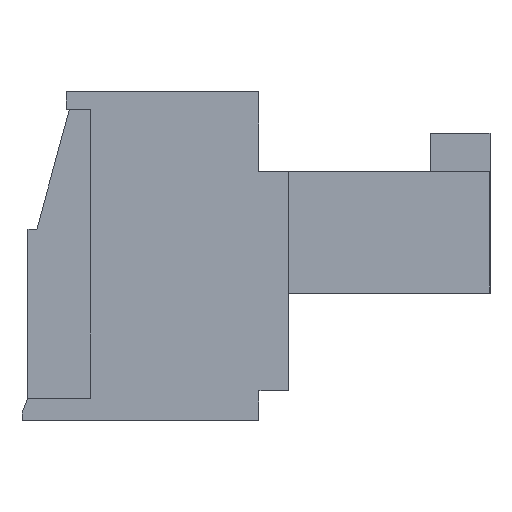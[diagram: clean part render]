
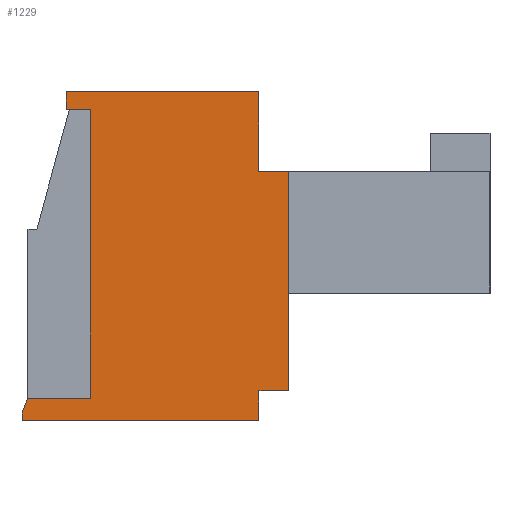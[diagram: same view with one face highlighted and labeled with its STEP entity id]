
A CAD part, left-side view. The second image highlights one B-rep face of the part: STEP entity #1229.
In plain terms, the highlighted planar face has unit normal (-1, 0, 0).
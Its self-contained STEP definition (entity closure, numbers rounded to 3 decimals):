
#1229 = ADVANCED_FACE( '', ( #2549 ), #2550, .T. );
#2549 = FACE_OUTER_BOUND( '', #3996, .T. );
#2550 = PLANE( '', #3997 );
#3996 = EDGE_LOOP( '', ( #7125, #7126, #7127, #7128, #7129, #7130, #7131, #7132, #7133, #7134, #7135, #7136, #7137 ) );
#3997 = AXIS2_PLACEMENT_3D( '', #7138, #7139, #7140 );
#7125 = ORIENTED_EDGE( '', *, *, #9892, .T. );
#7126 = ORIENTED_EDGE( '', *, *, #9893, .T. );
#7127 = ORIENTED_EDGE( '', *, *, #9894, .T. );
#7128 = ORIENTED_EDGE( '', *, *, #9631, .T. );
#7129 = ORIENTED_EDGE( '', *, *, #8962, .T. );
#7130 = ORIENTED_EDGE( '', *, *, #9889, .F. );
#7131 = ORIENTED_EDGE( '', *, *, #9424, .T. );
#7132 = ORIENTED_EDGE( '', *, *, #9895, .T. );
#7133 = ORIENTED_EDGE( '', *, *, #8958, .T. );
#7134 = ORIENTED_EDGE( '', *, *, #9787, .T. );
#7135 = ORIENTED_EDGE( '', *, *, #9451, .T. );
#7136 = ORIENTED_EDGE( '', *, *, #9159, .T. );
#7137 = ORIENTED_EDGE( '', *, *, #9770, .T. );
#7138 = CARTESIAN_POINT( '', ( -8.75, 0., 0. ) );
#7139 = DIRECTION( '', ( -1., 0., 0. ) );
#7140 = DIRECTION( '', ( 0., 0., 1. ) );
#8958 = EDGE_CURVE( '', #10821, #10819, #10822, .T. );
#8962 = EDGE_CURVE( '', #10829, #10827, #10830, .T. );
#9159 = EDGE_CURVE( '', #11152, #11153, #11154, .T. );
#9424 = EDGE_CURVE( '', #11573, #11571, #11574, .T. );
#9451 = EDGE_CURVE( '', #11614, #11152, #11615, .T. );
#9631 = EDGE_CURVE( '', #11882, #10829, #11883, .T. );
#9770 = EDGE_CURVE( '', #11153, #12067, #12069, .T. );
#9787 = EDGE_CURVE( '', #10819, #11614, #12088, .T. );
#9889 = EDGE_CURVE( '', #11573, #10827, #12228, .T. );
#9892 = EDGE_CURVE( '', #12067, #12231, #12232, .T. );
#9893 = EDGE_CURVE( '', #12231, #12233, #12234, .F. );
#9894 = EDGE_CURVE( '', #12233, #11882, #12235, .T. );
#9895 = EDGE_CURVE( '', #11571, #10821, #12236, .T. );
#10819 = VERTEX_POINT( '', #13451 );
#10821 = VERTEX_POINT( '', #13454 );
#10822 = LINE( '', #13455, #13456 );
#10827 = VERTEX_POINT( '', #13463 );
#10829 = VERTEX_POINT( '', #13466 );
#10830 = LINE( '', #13467, #13468 );
#11152 = VERTEX_POINT( '', #13933 );
#11153 = VERTEX_POINT( '', #13934 );
#11154 = LINE( '', #13935, #13936 );
#11571 = VERTEX_POINT( '', #14551 );
#11573 = VERTEX_POINT( '', #14554 );
#11574 = LINE( '', #14555, #14556 );
#11614 = VERTEX_POINT( '', #14611 );
#11615 = LINE( '', #14612, #14613 );
#11882 = VERTEX_POINT( '', #15003 );
#11883 = LINE( '', #15004, #15005 );
#12067 = VERTEX_POINT( '', #15277 );
#12069 = LINE( '', #15280, #15281 );
#12088 = LINE( '', #15307, #15308 );
#12228 = LINE( '', #15514, #15515 );
#12231 = VERTEX_POINT( '', #15518 );
#12232 = LINE( '', #15519, #15520 );
#12233 = VERTEX_POINT( '', #15521 );
#12234 = LINE( '', #15522, #15523 );
#12235 = LINE( '', #15524, #15525 );
#12236 = LINE( '', #15526, #15527 );
#13451 = CARTESIAN_POINT( '', ( -8.75, -4., 5.475 ) );
#13454 = CARTESIAN_POINT( '', ( -8.75, -4., 2.775 ) );
#13455 = CARTESIAN_POINT( '', ( -8.75, -4., -5.625 ) );
#13456 = VECTOR( '', #16374, 1000. );
#13463 = CARTESIAN_POINT( '', ( -8.75, -4., -4.625 ) );
#13466 = CARTESIAN_POINT( '', ( -8.75, -4., -5.625 ) );
#13467 = CARTESIAN_POINT( '', ( -8.75, -4., -5.625 ) );
#13468 = VECTOR( '', #16378, 1000. );
#13933 = CARTESIAN_POINT( '', ( -8.75, 2.5, 4.875 ) );
#13934 = CARTESIAN_POINT( '', ( -8.75, 1.7, 4.875 ) );
#13935 = CARTESIAN_POINT( '', ( -8.75, 2.5, 4.875 ) );
#13936 = VECTOR( '', #16575, 1000. );
#14551 = CARTESIAN_POINT( '', ( -8.75, -5., 2.775 ) );
#14554 = CARTESIAN_POINT( '', ( -8.75, -5., -4.625 ) );
#14555 = CARTESIAN_POINT( '', ( -8.75, -5., -4.625 ) );
#14556 = VECTOR( '', #16814, 1000. );
#14611 = CARTESIAN_POINT( '', ( -8.75, 2.5, 5.475 ) );
#14612 = CARTESIAN_POINT( '', ( -8.75, 2.5, 5.475 ) );
#14613 = VECTOR( '', #16842, 1000. );
#15003 = CARTESIAN_POINT( '', ( -8.75, 4., -5.625 ) );
#15004 = CARTESIAN_POINT( '', ( -8.75, 4., -5.625 ) );
#15005 = VECTOR( '', #17008, 1000. );
#15277 = CARTESIAN_POINT( '', ( -8.75, 1.7, -4.875 ) );
#15280 = CARTESIAN_POINT( '', ( -8.75, 1.7, 4.875 ) );
#15281 = VECTOR( '', #17128, 1000. );
#15307 = CARTESIAN_POINT( '', ( -8.75, -4., 5.475 ) );
#15308 = VECTOR( '', #17142, 1000. );
#15514 = CARTESIAN_POINT( '', ( -8.75, -5., -4.625 ) );
#15515 = VECTOR( '', #17230, 1000. );
#15518 = CARTESIAN_POINT( '', ( -8.75, 3.805, -4.875 ) );
#15519 = CARTESIAN_POINT( '', ( -8.75, 1.7, -4.875 ) );
#15520 = VECTOR( '', #17231, 1000. );
#15521 = CARTESIAN_POINT( '', ( -8.75, 4., -5.375 ) );
#15522 = CARTESIAN_POINT( '', ( -8.75, 1.652, 0.644 ) );
#15523 = VECTOR( '', #17232, 1000. );
#15524 = CARTESIAN_POINT( '', ( -8.75, 4., -4.875 ) );
#15525 = VECTOR( '', #17233, 1000. );
#15526 = CARTESIAN_POINT( '', ( -8.75, -5., 2.775 ) );
#15527 = VECTOR( '', #17234, 1000. );
#16374 = DIRECTION( '', ( 0., 0., 1. ) );
#16378 = DIRECTION( '', ( 0., 0., 1. ) );
#16575 = DIRECTION( '', ( 0., -1., 0. ) );
#16814 = DIRECTION( '', ( 0., 0., 1. ) );
#16842 = DIRECTION( '', ( 0., 0., -1. ) );
#17008 = DIRECTION( '', ( 0., -1., 0. ) );
#17128 = DIRECTION( '', ( 0., 0., -1. ) );
#17142 = DIRECTION( '', ( 0., 1., 0. ) );
#17230 = DIRECTION( '', ( 0., 1., 0. ) );
#17231 = DIRECTION( '', ( 0., 1., 0. ) );
#17232 = DIRECTION( '', ( 0., -0.363, 0.932 ) );
#17233 = DIRECTION( '', ( 0., 0., -1. ) );
#17234 = DIRECTION( '', ( 0., 1., 0. ) );
